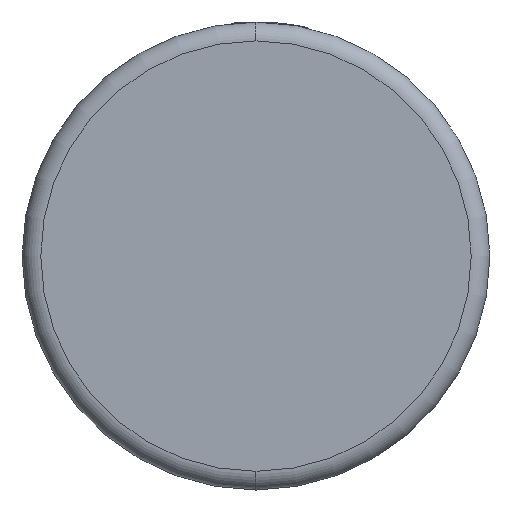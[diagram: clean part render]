
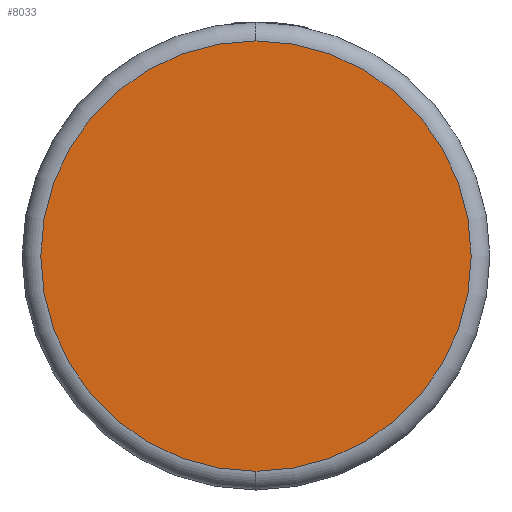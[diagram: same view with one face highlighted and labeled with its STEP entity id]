
A CAD part, left-side view. The second image highlights one B-rep face of the part: STEP entity #8033.
In plain terms, the highlighted planar face has unit normal (-1, 0, 0).
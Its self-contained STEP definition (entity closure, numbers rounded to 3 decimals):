
#1 = DIRECTION ( 'NONE',  ( 0., 0., -1. ) ) ;
#499 = ORIENTED_EDGE ( 'NONE', *, *, #8373, .T. ) ;
#614 = FACE_OUTER_BOUND ( 'NONE', #7960, .T. ) ;
#832 = PLANE ( 'NONE',  #8514 ) ;
#1086 = CARTESIAN_POINT ( 'NONE',  ( -2.5, 0., 0. ) ) ;
#1938 = CARTESIAN_POINT ( 'NONE',  ( -2.5, 0., 0. ) ) ;
#2215 = CIRCLE ( 'NONE', #7691, 1.15 ) ;
#2219 = ORIENTED_EDGE ( 'NONE', *, *, #4536, .T. ) ;
#2370 = DIRECTION ( 'NONE',  ( -1., 0., 0. ) ) ;
#2375 = CIRCLE ( 'NONE', #5223, 1.15 ) ;
#3362 = VERTEX_POINT ( 'NONE', #8026 ) ;
#4536 = EDGE_CURVE ( 'NONE', #3362, #6136, #2215, .T. ) ;
#5223 = AXIS2_PLACEMENT_3D ( 'NONE', #1086, #11495, #7293 ) ;
#5233 = DIRECTION ( 'NONE',  ( 1., 0., 0. ) ) ;
#5313 = DIRECTION ( 'NONE',  ( 0., 0., -1. ) ) ;
#6136 = VERTEX_POINT ( 'NONE', #9901 ) ;
#7293 = DIRECTION ( 'NONE',  ( 0., 0., -1. ) ) ;
#7691 = AXIS2_PLACEMENT_3D ( 'NONE', #8705, #2370, #5313 ) ;
#7960 = EDGE_LOOP ( 'NONE', ( #2219, #499 ) ) ;
#8026 = CARTESIAN_POINT ( 'NONE',  ( -2.5, 0., -1.15 ) ) ;
#8033 = ADVANCED_FACE ( 'NONE', ( #614 ), #832, .F. ) ;
#8373 = EDGE_CURVE ( 'NONE', #6136, #3362, #2375, .T. ) ;
#8514 = AXIS2_PLACEMENT_3D ( 'NONE', #1938, #5233, #1 ) ;
#8705 = CARTESIAN_POINT ( 'NONE',  ( -2.5, 0., 0. ) ) ;
#9901 = CARTESIAN_POINT ( 'NONE',  ( -2.5, 0., 1.15 ) ) ;
#11495 = DIRECTION ( 'NONE',  ( -1., 0., 0. ) ) ;
